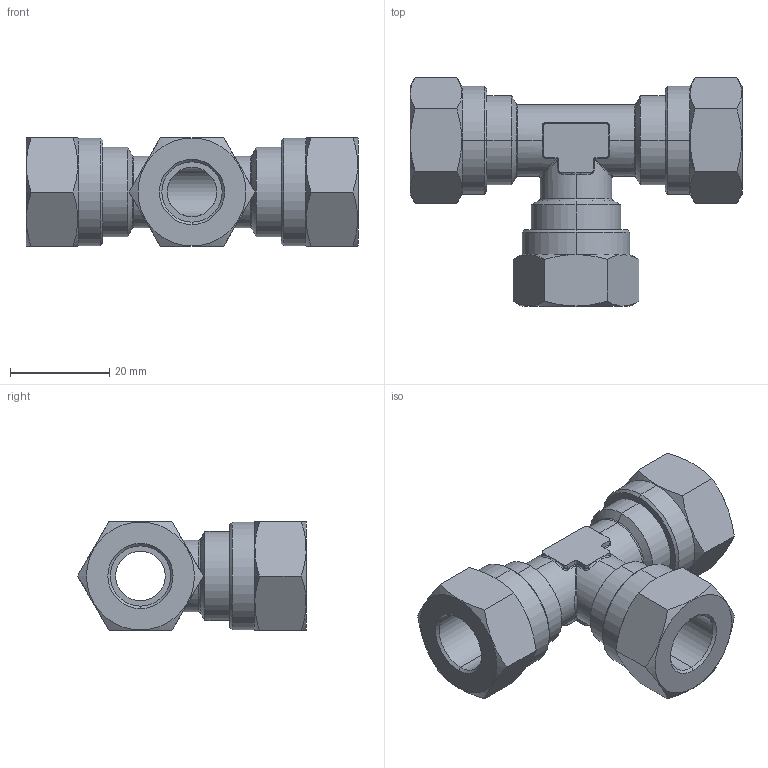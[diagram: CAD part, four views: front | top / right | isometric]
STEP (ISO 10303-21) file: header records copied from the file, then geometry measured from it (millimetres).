
FILE_DESCRIPTION (( 'STEP AP203' ), '1' );
FILE_NAME ('03080060.STEP', '2011-11-02T07:21:42', ( '' ), ( 'sopra-pneumatic' ), 'SwSTEP 2.0', 'SolidWorks 2011', '' );
FILE_SCHEMA (( 'CONFIG_CONTROL_DESIGN' ));
Length unit declared in the file: millimetre
Products named in the file (1): 03080060
Bounding box: 67.02 x 46.21 x 22 mm (x, y, z)
Volume: 18646.8 mm3; surface area: 10458.2 mm2
Topology: 1 solids, 1 shells, 177 faces, 430 edges, 256 vertices
Faces by surface type: cylinder 54, plane 51, cone 30, bspline 20, torus 18, sphere 4
Entity records: 6051 total; most frequent: CARTESIAN_POINT 1986, ORIENTED_EDGE 852, DIRECTION 830, EDGE_CURVE 426, AXIS2_PLACEMENT_3D 336, VERTEX_POINT 256, EDGE_LOOP 186, CIRCLE 178
